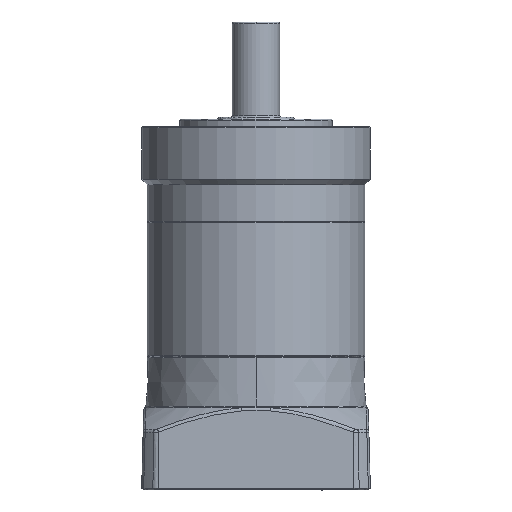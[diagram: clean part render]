
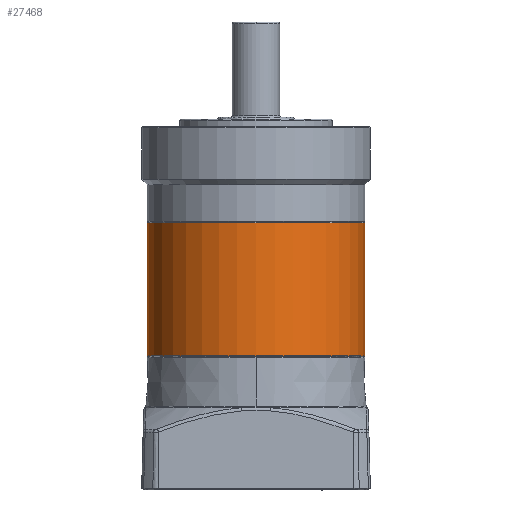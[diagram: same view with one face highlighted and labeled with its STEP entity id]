
A CAD part, front view. The second image highlights one B-rep face of the part: STEP entity #27468.
In plain terms, the highlighted cylindrical face has radius 57 mm (diameter 114 mm), a partial arc.
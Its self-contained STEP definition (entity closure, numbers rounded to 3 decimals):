
#333 = DIRECTION ( 'NONE',  ( 0., 0., 1. ) ) ;
#1157 = VERTEX_POINT ( 'NONE', #34757 ) ;
#1226 = CARTESIAN_POINT ( 'NONE',  ( 0., -57., 70.2 ) ) ;
#3075 = CIRCLE ( 'NONE', #27050, 57. ) ;
#3395 = EDGE_CURVE ( 'NONE', #1157, #17797, #26309, .T. ) ;
#4280 = DIRECTION ( 'NONE',  ( -1., 0., 0. ) ) ;
#5606 = AXIS2_PLACEMENT_3D ( 'NONE', #34545, #31135, #30748 ) ;
#6302 = CIRCLE ( 'NONE', #32203, 57. ) ;
#6559 = EDGE_CURVE ( 'NONE', #14776, #9576, #43595, .T. ) ;
#6593 = VECTOR ( 'NONE', #37870, 1000. ) ;
#7509 = FACE_OUTER_BOUND ( 'NONE', #10068, .T. ) ;
#9576 = VERTEX_POINT ( 'NONE', #17533 ) ;
#10068 = EDGE_LOOP ( 'NONE', ( #37806, #27095, #15918, #14624, #29082 ) ) ;
#14624 = ORIENTED_EDGE ( 'NONE', *, *, #6559, .T. ) ;
#14776 = VERTEX_POINT ( 'NONE', #14798 ) ;
#14798 = CARTESIAN_POINT ( 'NONE',  ( -57., 0., 70.2 ) ) ;
#15918 = ORIENTED_EDGE ( 'NONE', *, *, #22232, .T. ) ;
#17533 = CARTESIAN_POINT ( 'NONE',  ( -57., 0., 0.3 ) ) ;
#17797 = VERTEX_POINT ( 'NONE', #32712 ) ;
#18757 = EDGE_CURVE ( 'NONE', #1157, #25337, #3075, .T. ) ;
#20833 = CARTESIAN_POINT ( 'NONE',  ( 0., 0., 0.3 ) ) ;
#20879 = AXIS2_PLACEMENT_3D ( 'NONE', #27359, #27315, #27273 ) ;
#22232 = EDGE_CURVE ( 'NONE', #25337, #14776, #34301, .T. ) ;
#24290 = DIRECTION ( 'NONE',  ( -1., 0., 0. ) ) ;
#24569 = CYLINDRICAL_SURFACE ( 'NONE', #5606, 57. ) ;
#24711 = DIRECTION ( 'NONE',  ( 0., 0., -1. ) ) ;
#25337 = VERTEX_POINT ( 'NONE', #1226 ) ;
#25734 = VECTOR ( 'NONE', #27976, 1000. ) ;
#26309 = LINE ( 'NONE', #28115, #25734 ) ;
#27050 = AXIS2_PLACEMENT_3D ( 'NONE', #36143, #24711, #4280 ) ;
#27095 = ORIENTED_EDGE ( 'NONE', *, *, #18757, .T. ) ;
#27273 = DIRECTION ( 'NONE',  ( -1., 0., 0. ) ) ;
#27315 = DIRECTION ( 'NONE',  ( 0., 0., -1. ) ) ;
#27359 = CARTESIAN_POINT ( 'NONE',  ( 0., 0., 70.2 ) ) ;
#27468 = ADVANCED_FACE ( 'NONE', ( #7509 ), #24569, .T. ) ;
#27976 = DIRECTION ( 'NONE',  ( 0., 0., -1. ) ) ;
#28115 = CARTESIAN_POINT ( 'NONE',  ( 57., 0., 70.5 ) ) ;
#29082 = ORIENTED_EDGE ( 'NONE', *, *, #29952, .T. ) ;
#29952 = EDGE_CURVE ( 'NONE', #9576, #17797, #6302, .T. ) ;
#30748 = DIRECTION ( 'NONE',  ( -1., 0., 0. ) ) ;
#31135 = DIRECTION ( 'NONE',  ( 0., 0., -1. ) ) ;
#32203 = AXIS2_PLACEMENT_3D ( 'NONE', #20833, #333, #24290 ) ;
#32712 = CARTESIAN_POINT ( 'NONE',  ( 57., 0., 0.3 ) ) ;
#34301 = CIRCLE ( 'NONE', #20879, 57. ) ;
#34545 = CARTESIAN_POINT ( 'NONE',  ( 0., 0., 70.5 ) ) ;
#34757 = CARTESIAN_POINT ( 'NONE',  ( 57., 0., 70.2 ) ) ;
#36143 = CARTESIAN_POINT ( 'NONE',  ( 0., 0., 70.2 ) ) ;
#37806 = ORIENTED_EDGE ( 'NONE', *, *, #3395, .F. ) ;
#37870 = DIRECTION ( 'NONE',  ( 0., 0., -1. ) ) ;
#38062 = CARTESIAN_POINT ( 'NONE',  ( -57., 0., 70.5 ) ) ;
#43595 = LINE ( 'NONE', #38062, #6593 ) ;
